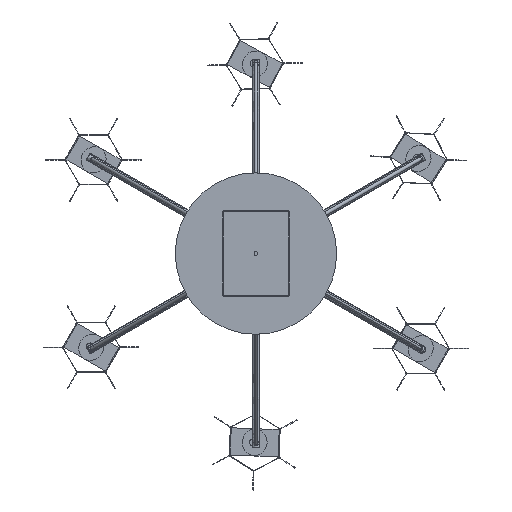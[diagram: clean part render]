
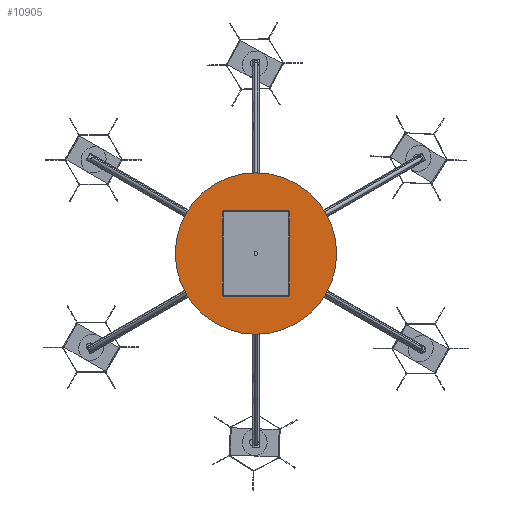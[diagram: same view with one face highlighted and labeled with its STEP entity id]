
A CAD part, front view. The second image highlights one B-rep face of the part: STEP entity #10905.
In plain terms, the highlighted face is planar.
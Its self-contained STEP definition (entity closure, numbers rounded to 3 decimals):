
#30 = DIRECTION ( 'NONE',  ( 0., 0., 1. ) ) ;
#287 = PLANE ( 'NONE',  #1170 ) ;
#590 = ORIENTED_EDGE ( 'NONE', *, *, #16505, .T. ) ;
#1170 = AXIS2_PLACEMENT_3D ( 'NONE', #5956, #8819, #7431 ) ;
#1456 = DIRECTION ( 'NONE',  ( 0., 0., 1. ) ) ;
#2682 = CIRCLE ( 'NONE', #11591, 125. ) ;
#3109 = DIRECTION ( 'NONE',  ( 1., 0., 0. ) ) ;
#5956 = CARTESIAN_POINT ( 'NONE',  ( -306.567, 123.344, 0. ) ) ;
#6333 = VERTEX_POINT ( 'NONE', #13827 ) ;
#7431 = DIRECTION ( 'NONE',  ( 0.707, -0.707, 0. ) ) ;
#7598 = EDGE_LOOP ( 'NONE', ( #590, #9658 ) ) ;
#8819 = DIRECTION ( 'NONE',  ( 0., 0., 1. ) ) ;
#9563 = VERTEX_POINT ( 'NONE', #14121 ) ;
#9658 = ORIENTED_EDGE ( 'NONE', *, *, #13350, .T. ) ;
#10905 = ADVANCED_FACE ( 'NONE', ( #13012 ), #287, .T. ) ;
#11215 = CARTESIAN_POINT ( 'NONE',  ( -306.567, 123.344, 0. ) ) ;
#11591 = AXIS2_PLACEMENT_3D ( 'NONE', #13955, #30, #15440 ) ;
#13012 = FACE_OUTER_BOUND ( 'NONE', #7598, .T. ) ;
#13350 = EDGE_CURVE ( 'NONE', #6333, #9563, #2682, .T. ) ;
#13827 = CARTESIAN_POINT ( 'NONE',  ( -431.567, 123.344, 0. ) ) ;
#13955 = CARTESIAN_POINT ( 'NONE',  ( -306.567, 123.344, 0. ) ) ;
#14121 = CARTESIAN_POINT ( 'NONE',  ( -181.567, 123.344, 0. ) ) ;
#15440 = DIRECTION ( 'NONE',  ( 1., 0., 0. ) ) ;
#15783 = CIRCLE ( 'NONE', #16366, 125. ) ;
#16366 = AXIS2_PLACEMENT_3D ( 'NONE', #11215, #1456, #3109 ) ;
#16505 = EDGE_CURVE ( 'NONE', #9563, #6333, #15783, .T. ) ;
